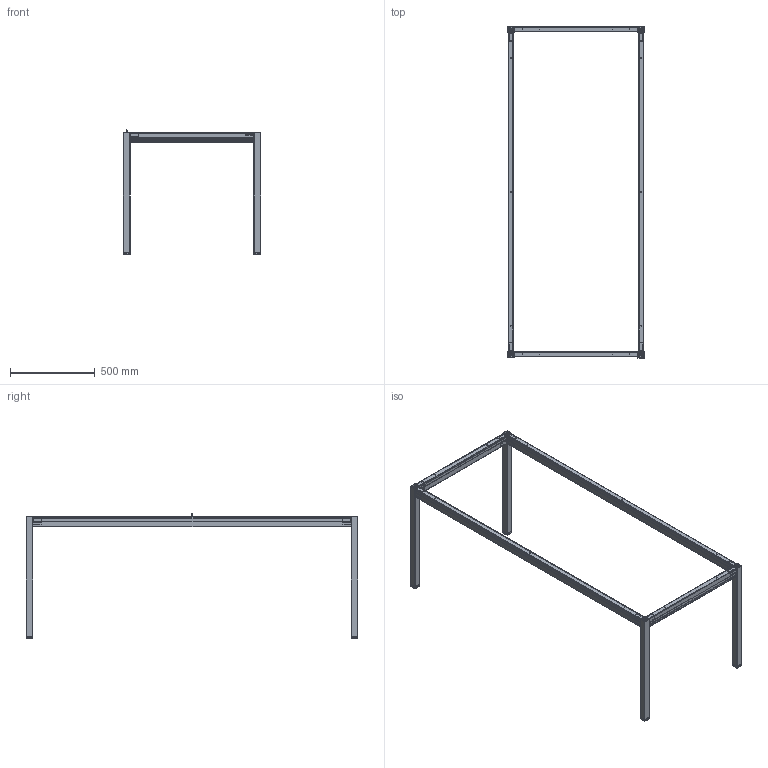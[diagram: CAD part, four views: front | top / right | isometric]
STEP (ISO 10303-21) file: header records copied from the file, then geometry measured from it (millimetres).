
FILE_DESCRIPTION(('STEP AP214'),'1');
FILE_NAME('3032041_3032255 Wesco Tischgestell TG40_1960.stp','2024-11-20T10:10:29',(' '),(' '),'Spatial InterOp 3D',' ',' ');
FILE_SCHEMA(('AUTOMOTIVE_DESIGN { 1 0 10303 214 1 1 1 1 }'));
Length unit declared in the file: millimetre
Products named in the file (1): A700523-XX Tischgestell TG 40|BA700523-XX Tischwange 40x40x720:1#BA700523-XX Tischwange 40x40x720|MA 705077-1_40x40x718_01_ATG40_Fuß:1#MA705077-1;Volumenkörper2
Bounding box: 810 x 1960 x 740.39 mm (x, y, z)
Volume: 4012731.9 mm3; surface area: 3815437.3 mm2
Topology: 69 solids, 69 shells, 5454 faces, 14302 edges, 8835 vertices
Faces by surface type: cylinder 2876, plane 1390, cone 710, bspline 184, torus 182, sphere 112
Entity records: 182083 total; most frequent: CARTESIAN_POINT 43660, DIRECTION 30923, ORIENTED_EDGE 28276, EDGE_CURVE 14138, AXIS2_PLACEMENT_3D 12262, VERTEX_POINT 8835, LINE 6399, VECTOR 6399
